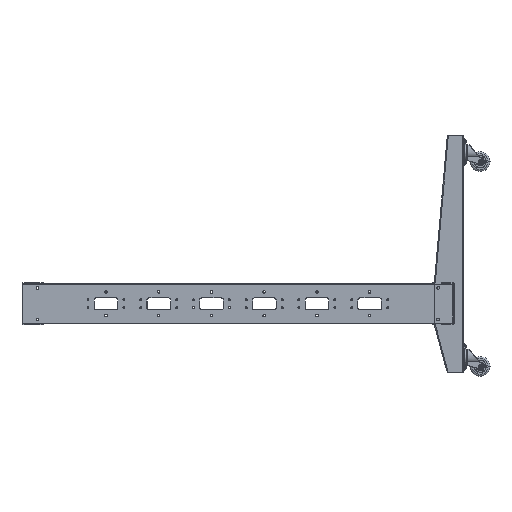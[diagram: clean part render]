
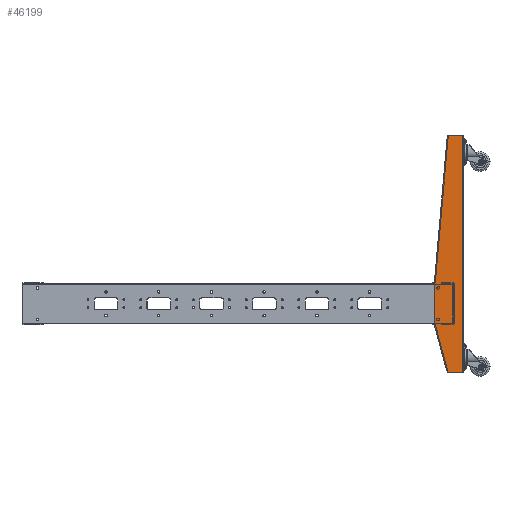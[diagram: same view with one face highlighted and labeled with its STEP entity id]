
A CAD part, left-side view. The second image highlights one B-rep face of the part: STEP entity #46199.
In plain terms, the highlighted face is planar.
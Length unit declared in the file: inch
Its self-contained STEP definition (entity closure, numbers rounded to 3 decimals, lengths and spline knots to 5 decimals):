
#84 = EDGE_CURVE ( 'NONE', #8739, #30100, #20532, .T. ) ;
#473 = CARTESIAN_POINT ( 'NONE',  ( 1.43701, 0.09843, 11.81102 ) ) ;
#668 = VECTOR ( 'NONE', #30490, 39.37008 ) ;
#854 = CARTESIAN_POINT ( 'NONE',  ( 1.43701, 2.84777, 2.80426 ) ) ;
#1603 = VERTEX_POINT ( 'NONE', #21621 ) ;
#1816 = LINE ( 'NONE', #473, #27868 ) ;
#3073 = VECTOR ( 'NONE', #22457, 39.37008 ) ;
#3133 = CARTESIAN_POINT ( 'NONE',  ( 1.43701, 1.65354, -11.81102 ) ) ;
#3138 = CARTESIAN_POINT ( 'NONE',  ( 1.43701, 2.95276, 2.87402 ) ) ;
#4123 = LINE ( 'NONE', #32917, #20840 ) ;
#5078 = VECTOR ( 'NONE', #13582, 39.37008 ) ;
#5325 = EDGE_CURVE ( 'NONE', #16098, #31153, #32361, .T. ) ;
#5344 = ORIENTED_EDGE ( 'NONE', *, *, #41054, .F. ) ;
#5444 = ORIENTED_EDGE ( 'NONE', *, *, #28807, .F. ) ;
#5778 = ORIENTED_EDGE ( 'NONE', *, *, #36606, .F. ) ;
#5878 = CARTESIAN_POINT ( 'NONE',  ( 1.43701, 0., 11.81102 ) ) ;
#6203 = CARTESIAN_POINT ( 'NONE',  ( 1.43701, 2.95276, 2.87402 ) ) ;
#7947 = CARTESIAN_POINT ( 'NONE',  ( 1.43701, 2.83729, 7.01905 ) ) ;
#8739 = VERTEX_POINT ( 'NONE', #29427 ) ;
#8750 = PLANE ( 'NONE',  #16403 ) ;
#8941 = VECTOR ( 'NONE', #34137, 39.37008 ) ;
#9248 = CARTESIAN_POINT ( 'NONE',  ( 1.43701, 2.94582, 2.79558 ) ) ;
#10018 = VECTOR ( 'NONE', #22350, 39.37008 ) ;
#10066 = CARTESIAN_POINT ( 'NONE',  ( 1.43701, 0.09843, -11.81102 ) ) ;
#10276 = VECTOR ( 'NONE', #14270, 39.37008 ) ;
#10825 = ORIENTED_EDGE ( 'NONE', *, *, #5325, .F. ) ;
#10980 = LINE ( 'NONE', #37127, #43961 ) ;
#11954 = VERTEX_POINT ( 'NONE', #31373 ) ;
#12326 = DIRECTION ( 'NONE',  ( 0., 0., 1. ) ) ;
#12580 = ORIENTED_EDGE ( 'NONE', *, *, #84, .T. ) ;
#13582 = DIRECTION ( 'NONE',  ( 0., -0.088, -0.996 ) ) ;
#14270 = DIRECTION ( 'NONE',  ( 0., 0., -1. ) ) ;
#14480 = CARTESIAN_POINT ( 'NONE',  ( 1.43701, 0.09843, 11.81102 ) ) ;
#14516 = CARTESIAN_POINT ( 'NONE',  ( 1.43701, 2.95276, 6.9685 ) ) ;
#15086 = LINE ( 'NONE', #7947, #3073 ) ;
#15334 = ORIENTED_EDGE ( 'NONE', *, *, #31334, .F. ) ;
#15975 = CARTESIAN_POINT ( 'NONE',  ( 1.43701, 1.55848, 11.78552 ) ) ;
#16098 = VERTEX_POINT ( 'NONE', #46427 ) ;
#16403 = AXIS2_PLACEMENT_3D ( 'NONE', #5878, #34436, #12326 ) ;
#16523 = DIRECTION ( 'NONE',  ( 0., 0., -1. ) ) ;
#16755 = ORIENTED_EDGE ( 'NONE', *, *, #39269, .F. ) ;
#17336 = CARTESIAN_POINT ( 'NONE',  ( 1.43701, 1.5555, -11.80235 ) ) ;
#18595 = EDGE_CURVE ( 'NONE', #1603, #41488, #29652, .T. ) ;
#18718 = VERTEX_POINT ( 'NONE', #24373 ) ;
#20150 = FACE_OUTER_BOUND ( 'NONE', #34878, .T. ) ;
#20532 = LINE ( 'NONE', #10066, #34232 ) ;
#20840 = VECTOR ( 'NONE', #43622, 39.37008 ) ;
#21621 = CARTESIAN_POINT ( 'NONE',  ( 1.43701, 2.84777, 2.80426 ) ) ;
#21790 = ORIENTED_EDGE ( 'NONE', *, *, #30642, .T. ) ;
#22350 = DIRECTION ( 'NONE',  ( 0., -0.088, -0.996 ) ) ;
#22390 = DIRECTION ( 'NONE',  ( 0., 0.259, -0.966 ) ) ;
#22457 = DIRECTION ( 'NONE',  ( 0., 0.966, 0.259 ) ) ;
#22470 = EDGE_CURVE ( 'NONE', #33314, #18718, #15086, .T. ) ;
#22827 = CARTESIAN_POINT ( 'NONE',  ( 1.43701, 2.84777, 2.80426 ) ) ;
#23059 = LINE ( 'NONE', #22827, #10018 ) ;
#23693 = DIRECTION ( 'NONE',  ( 0., 1., 0. ) ) ;
#24285 = LINE ( 'NONE', #28101, #26468 ) ;
#24373 = CARTESIAN_POINT ( 'NONE',  ( 1.43701, 2.93235, 7.04455 ) ) ;
#25571 = CARTESIAN_POINT ( 'NONE',  ( 1.43701, 1.65354, 11.81102 ) ) ;
#26468 = VECTOR ( 'NONE', #38556, 39.37008 ) ;
#27629 = LINE ( 'NONE', #6203, #5078 ) ;
#27737 = ORIENTED_EDGE ( 'NONE', *, *, #22470, .F. ) ;
#27868 = VECTOR ( 'NONE', #23693, 39.37008 ) ;
#28101 = CARTESIAN_POINT ( 'NONE',  ( 1.43701, 1.5555, -11.80235 ) ) ;
#28807 = EDGE_CURVE ( 'NONE', #31010, #33314, #4123, .T. ) ;
#29427 = CARTESIAN_POINT ( 'NONE',  ( 1.43701, 0.09843, -11.81102 ) ) ;
#29652 = LINE ( 'NONE', #854, #8941 ) ;
#30100 = VERTEX_POINT ( 'NONE', #3133 ) ;
#30490 = DIRECTION ( 'NONE',  ( 0., 0.966, 0.259 ) ) ;
#30642 = EDGE_CURVE ( 'NONE', #11954, #8739, #47072, .T. ) ;
#31010 = VERTEX_POINT ( 'NONE', #44802 ) ;
#31153 = VERTEX_POINT ( 'NONE', #3138 ) ;
#31334 = EDGE_CURVE ( 'NONE', #18718, #16098, #10980, .T. ) ;
#31373 = CARTESIAN_POINT ( 'NONE',  ( 1.43701, 0.09843, 11.81102 ) ) ;
#32361 = LINE ( 'NONE', #14516, #10276 ) ;
#32917 = CARTESIAN_POINT ( 'NONE',  ( 1.43701, 1.55848, 11.78552 ) ) ;
#33314 = VERTEX_POINT ( 'NONE', #43050 ) ;
#33774 = ORIENTED_EDGE ( 'NONE', *, *, #37517, .F. ) ;
#34047 = LINE ( 'NONE', #15975, #668 ) ;
#34137 = DIRECTION ( 'NONE',  ( 0., 0.996, -0.088 ) ) ;
#34232 = VECTOR ( 'NONE', #34801, 39.37008 ) ;
#34436 = DIRECTION ( 'NONE',  ( -1., 0., 0. ) ) ;
#34801 = DIRECTION ( 'NONE',  ( 0., 1., 0. ) ) ;
#34878 = EDGE_LOOP ( 'NONE', ( #36231, #33774, #10825, #15334, #27737, #5444, #39670, #16755, #21790, #12580, #5344, #5778 ) ) ;
#36231 = ORIENTED_EDGE ( 'NONE', *, *, #18595, .T. ) ;
#36606 = EDGE_CURVE ( 'NONE', #1603, #44721, #23059, .T. ) ;
#37127 = CARTESIAN_POINT ( 'NONE',  ( 1.43701, 2.93235, 7.04455 ) ) ;
#37517 = EDGE_CURVE ( 'NONE', #31153, #41488, #27629, .T. ) ;
#38556 = DIRECTION ( 'NONE',  ( 0., 0.996, -0.088 ) ) ;
#39269 = EDGE_CURVE ( 'NONE', #11954, #40463, #1816, .T. ) ;
#39670 = ORIENTED_EDGE ( 'NONE', *, *, #40973, .T. ) ;
#40463 = VERTEX_POINT ( 'NONE', #25571 ) ;
#40973 = EDGE_CURVE ( 'NONE', #31010, #40463, #34047, .T. ) ;
#41054 = EDGE_CURVE ( 'NONE', #44721, #30100, #24285, .T. ) ;
#41484 = VECTOR ( 'NONE', #16523, 39.37008 ) ;
#41488 = VERTEX_POINT ( 'NONE', #9248 ) ;
#43050 = CARTESIAN_POINT ( 'NONE',  ( 1.43701, 2.83729, 7.01905 ) ) ;
#43622 = DIRECTION ( 'NONE',  ( 0., 0.259, -0.966 ) ) ;
#43961 = VECTOR ( 'NONE', #22390, 39.37008 ) ;
#44721 = VERTEX_POINT ( 'NONE', #17336 ) ;
#44802 = CARTESIAN_POINT ( 'NONE',  ( 1.43701, 1.55848, 11.78552 ) ) ;
#46199 = ADVANCED_FACE ( 'NONE', ( #20150 ), #8750, .F. ) ;
#46427 = CARTESIAN_POINT ( 'NONE',  ( 1.43701, 2.95276, 6.9685 ) ) ;
#47072 = LINE ( 'NONE', #14480, #41484 ) ;
